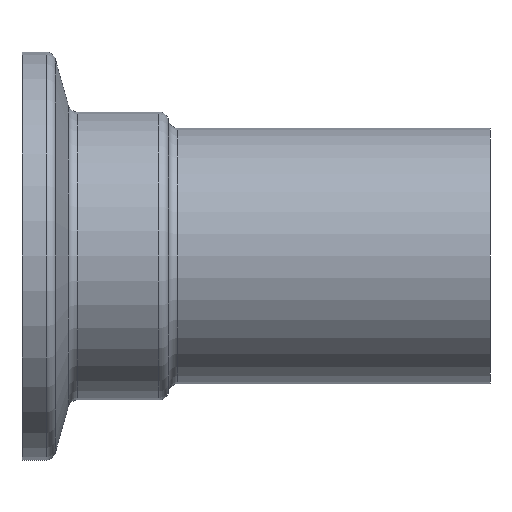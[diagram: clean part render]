
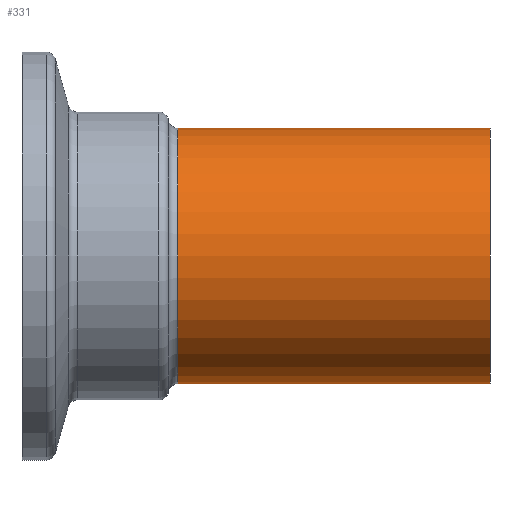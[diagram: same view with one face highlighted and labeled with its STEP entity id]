
A CAD part, front view. The second image highlights one B-rep face of the part: STEP entity #331.
In plain terms, the highlighted cylindrical face has radius 10.65 mm (diameter 21.3 mm), a partial arc.
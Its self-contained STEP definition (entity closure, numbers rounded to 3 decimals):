
#12 = DIRECTION ( 'NONE',  ( 0., 0., 1. ) ) ;
#25 = CARTESIAN_POINT ( 'NONE',  ( 28.62, 20.365, 10.65 ) ) ;
#48 = CIRCLE ( 'NONE', #221, 10.65 ) ;
#61 = CARTESIAN_POINT ( 'NONE',  ( -172.678, 20.365, -10.65 ) ) ;
#73 = EDGE_CURVE ( 'NONE', #549, #461, #115, .T. ) ;
#115 = LINE ( 'NONE', #61, #786 ) ;
#136 = EDGE_CURVE ( 'NONE', #776, #522, #469, .T. ) ;
#138 = CARTESIAN_POINT ( 'NONE',  ( -172.678, 20.365, 0. ) ) ;
#174 = DIRECTION ( 'NONE',  ( -1., 0., 0. ) ) ;
#199 = CARTESIAN_POINT ( 'NONE',  ( 2.62, 20.365, -10.65 ) ) ;
#221 = AXIS2_PLACEMENT_3D ( 'NONE', #635, #225, #327 ) ;
#225 = DIRECTION ( 'NONE',  ( -1., 0., 0. ) ) ;
#272 = CARTESIAN_POINT ( 'NONE',  ( 2.62, 20.365, 0. ) ) ;
#327 = DIRECTION ( 'NONE',  ( 0., 0., 1. ) ) ;
#331 = ADVANCED_FACE ( 'NONE', ( #748 ), #691, .T. ) ;
#351 = ORIENTED_EDGE ( 'NONE', *, *, #136, .T. ) ;
#402 = DIRECTION ( 'NONE',  ( -1., 0., 0. ) ) ;
#420 = AXIS2_PLACEMENT_3D ( 'NONE', #272, #402, #572 ) ;
#453 = CARTESIAN_POINT ( 'NONE',  ( 2.62, 20.365, 10.65 ) ) ;
#455 = ORIENTED_EDGE ( 'NONE', *, *, #497, .F. ) ;
#461 = VERTEX_POINT ( 'NONE', #199 ) ;
#462 = EDGE_LOOP ( 'NONE', ( #703, #733, #351, #455 ) ) ;
#468 = EDGE_CURVE ( 'NONE', #549, #776, #48, .T. ) ;
#469 = LINE ( 'NONE', #664, #538 ) ;
#497 = EDGE_CURVE ( 'NONE', #461, #522, #778, .T. ) ;
#511 = CARTESIAN_POINT ( 'NONE',  ( 28.62, 20.365, -10.65 ) ) ;
#522 = VERTEX_POINT ( 'NONE', #453 ) ;
#529 = AXIS2_PLACEMENT_3D ( 'NONE', #138, #630, #12 ) ;
#531 = DIRECTION ( 'NONE',  ( -1., 0., 0. ) ) ;
#538 = VECTOR ( 'NONE', #174, 1000. ) ;
#549 = VERTEX_POINT ( 'NONE', #511 ) ;
#572 = DIRECTION ( 'NONE',  ( 0., 0., 1. ) ) ;
#630 = DIRECTION ( 'NONE',  ( -1., 0., 0. ) ) ;
#635 = CARTESIAN_POINT ( 'NONE',  ( 28.62, 20.365, 0. ) ) ;
#664 = CARTESIAN_POINT ( 'NONE',  ( -172.678, 20.365, 10.65 ) ) ;
#691 = CYLINDRICAL_SURFACE ( 'NONE', #529, 10.65 ) ;
#703 = ORIENTED_EDGE ( 'NONE', *, *, #73, .F. ) ;
#733 = ORIENTED_EDGE ( 'NONE', *, *, #468, .T. ) ;
#748 = FACE_OUTER_BOUND ( 'NONE', #462, .T. ) ;
#776 = VERTEX_POINT ( 'NONE', #25 ) ;
#778 = CIRCLE ( 'NONE', #420, 10.65 ) ;
#786 = VECTOR ( 'NONE', #531, 1000. ) ;
